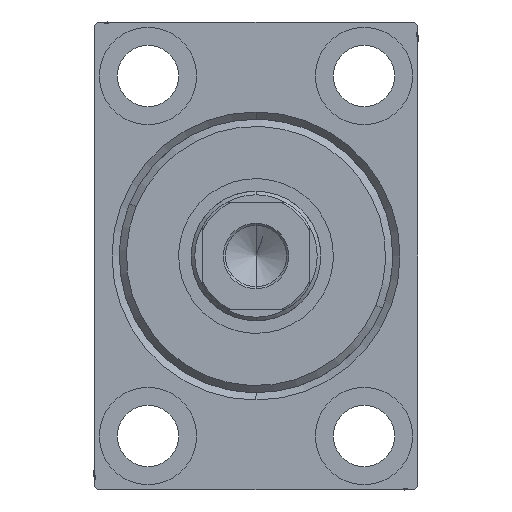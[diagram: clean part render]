
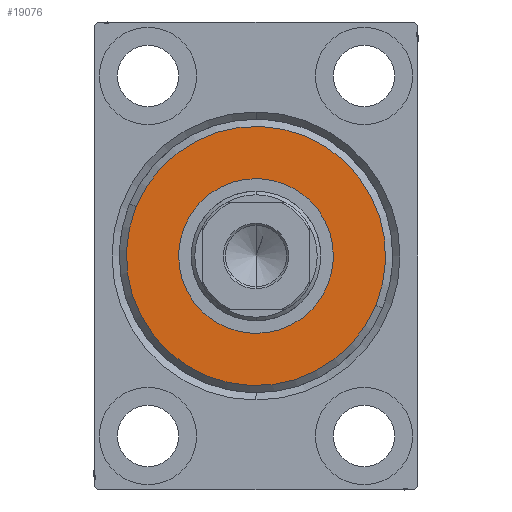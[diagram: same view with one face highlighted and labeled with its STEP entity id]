
A CAD part, left-side view. The second image highlights one B-rep face of the part: STEP entity #19076.
In plain terms, the highlighted face is planar.
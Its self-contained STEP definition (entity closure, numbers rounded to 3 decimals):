
#467 = EDGE_CURVE ( 'NONE', #11657, #23967, #8589, .T. ) ;
#701 = DIRECTION ( 'NONE',  ( 0., 0., -1. ) ) ;
#1119 = DIRECTION ( 'NONE',  ( 0., 0., -1. ) ) ;
#1678 = ORIENTED_EDGE ( 'NONE', *, *, #5029, .T. ) ;
#2673 = EDGE_CURVE ( 'NONE', #23967, #11657, #6526, .T. ) ;
#3221 = CARTESIAN_POINT ( 'NONE',  ( 3., 0., -10.75 ) ) ;
#4220 = CARTESIAN_POINT ( 'NONE',  ( 3., 0., 0. ) ) ;
#5029 = EDGE_CURVE ( 'NONE', #28380, #31910, #28210, .T. ) ;
#5032 = CARTESIAN_POINT ( 'NONE',  ( 3., 0., -18. ) ) ;
#5372 = DIRECTION ( 'NONE',  ( 1., 0., 0. ) ) ;
#5393 = ORIENTED_EDGE ( 'NONE', *, *, #467, .T. ) ;
#5493 = CARTESIAN_POINT ( 'NONE',  ( 3., 0., 18. ) ) ;
#5823 = FACE_OUTER_BOUND ( 'NONE', #15406, .T. ) ;
#5967 = DIRECTION ( 'NONE',  ( 1., 0., 0. ) ) ;
#6526 = CIRCLE ( 'NONE', #18527, 18. ) ;
#8589 = CIRCLE ( 'NONE', #43267, 18. ) ;
#11657 = VERTEX_POINT ( 'NONE', #5032 ) ;
#11790 = FACE_BOUND ( 'NONE', #31300, .T. ) ;
#12372 = DIRECTION ( 'NONE',  ( 0., 0., -1. ) ) ;
#12817 = DIRECTION ( 'NONE',  ( 1., 0., 0. ) ) ;
#14606 = AXIS2_PLACEMENT_3D ( 'NONE', #26599, #34768, #1119 ) ;
#15406 = EDGE_LOOP ( 'NONE', ( #36104, #5393 ) ) ;
#15522 = AXIS2_PLACEMENT_3D ( 'NONE', #4220, #40589, #701 ) ;
#18527 = AXIS2_PLACEMENT_3D ( 'NONE', #38993, #5967, #22805 ) ;
#18877 = DIRECTION ( 'NONE',  ( 0., 0., -1. ) ) ;
#19076 = ADVANCED_FACE ( 'NONE', ( #5823, #11790 ), #25748, .T. ) ;
#19321 = CARTESIAN_POINT ( 'NONE',  ( 3., 0., 0. ) ) ;
#20910 = AXIS2_PLACEMENT_3D ( 'NONE', #19321, #5372, #18877 ) ;
#22805 = DIRECTION ( 'NONE',  ( 0., 0., -1. ) ) ;
#23967 = VERTEX_POINT ( 'NONE', #5493 ) ;
#25748 = PLANE ( 'NONE',  #20910 ) ;
#26599 = CARTESIAN_POINT ( 'NONE',  ( 3., 0., 0. ) ) ;
#28210 = CIRCLE ( 'NONE', #15522, 10.75 ) ;
#28380 = VERTEX_POINT ( 'NONE', #3221 ) ;
#31300 = EDGE_LOOP ( 'NONE', ( #34031, #1678 ) ) ;
#31910 = VERTEX_POINT ( 'NONE', #37048 ) ;
#34031 = ORIENTED_EDGE ( 'NONE', *, *, #37112, .T. ) ;
#34768 = DIRECTION ( 'NONE',  ( -1., 0., 0. ) ) ;
#35844 = CIRCLE ( 'NONE', #14606, 10.75 ) ;
#36104 = ORIENTED_EDGE ( 'NONE', *, *, #2673, .T. ) ;
#37048 = CARTESIAN_POINT ( 'NONE',  ( 3., 0., 10.75 ) ) ;
#37112 = EDGE_CURVE ( 'NONE', #31910, #28380, #35844, .T. ) ;
#38993 = CARTESIAN_POINT ( 'NONE',  ( 3., 0., 0. ) ) ;
#40589 = DIRECTION ( 'NONE',  ( -1., 0., 0. ) ) ;
#43267 = AXIS2_PLACEMENT_3D ( 'NONE', #43607, #12817, #12372 ) ;
#43607 = CARTESIAN_POINT ( 'NONE',  ( 3., 0., 0. ) ) ;
